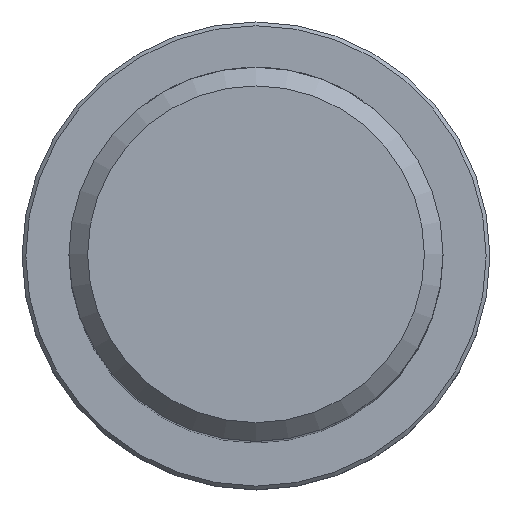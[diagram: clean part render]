
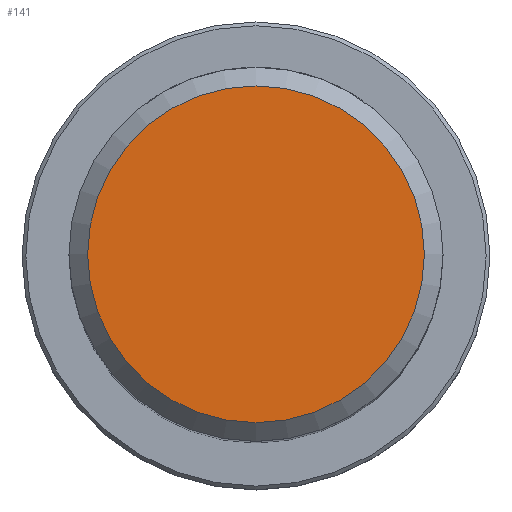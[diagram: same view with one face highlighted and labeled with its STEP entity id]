
A CAD part, top view. The second image highlights one B-rep face of the part: STEP entity #141.
In plain terms, the highlighted planar face has unit normal (0, 0, 1).
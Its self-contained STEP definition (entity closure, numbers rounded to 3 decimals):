
#105=FACE_OUTER_BOUND('',#219,.T.);
#127=PLANE('',#436);
#141=ADVANCED_FACE('CU_SU_2',(#105),#127,.F.);
#219=EDGE_LOOP('',(#261));
#261=ORIENTED_EDGE('',*,*,#328,.F.);
#304=VERTEX_POINT('',#617);
#328=EDGE_CURVE('',#304,#304,#353,.T.);
#353=CIRCLE('',#435,8.997);
#435=AXIS2_PLACEMENT_3D('',#616,#513,#514);
#436=AXIS2_PLACEMENT_3D('',#618,#515,#516);
#513=DIRECTION('',(0.,0.,-1.));
#514=DIRECTION('',(-1.,0.,0.));
#515=DIRECTION('',(0.,0.,-1.));
#516=DIRECTION('',(-1.,0.,0.));
#616=CARTESIAN_POINT('',(0.,0.,50.));
#617=CARTESIAN_POINT('',(-8.997,0.,50.));
#618=CARTESIAN_POINT('',(0.,0.,50.));
